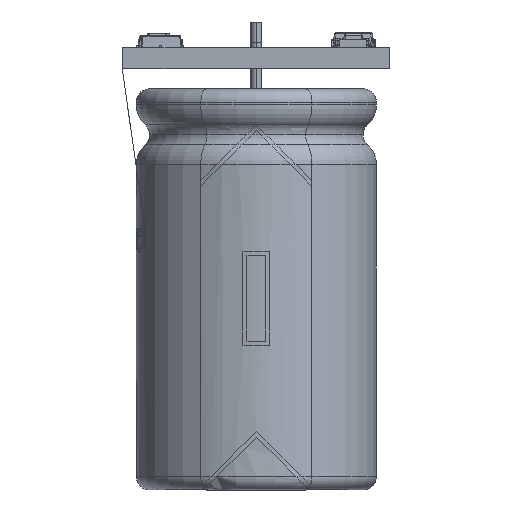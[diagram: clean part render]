
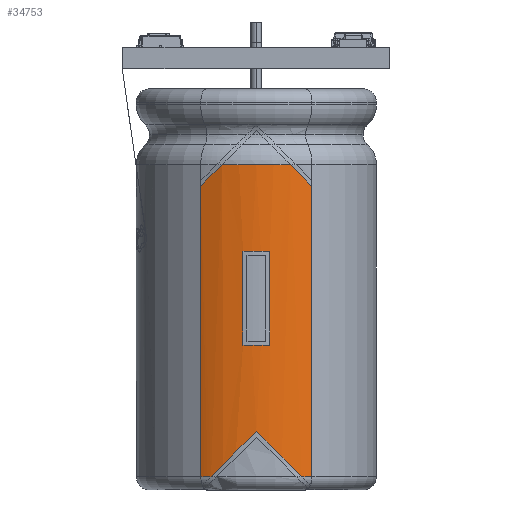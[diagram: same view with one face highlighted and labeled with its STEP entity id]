
A CAD part, left-side view. The second image highlights one B-rep face of the part: STEP entity #34753.
In plain terms, the highlighted cylindrical face has radius 8.999 mm (diameter 17.999 mm), a partial arc.
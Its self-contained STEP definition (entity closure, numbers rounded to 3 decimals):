
#34753 = ADVANCED_FACE('',(#34754,#34790),#34871,.T.);
#34754 = FACE_BOUND('',#34755,.T.);
#34755 = EDGE_LOOP('',(#34756,#34767,#34775,#34784));
#34756 = ORIENTED_EDGE('',*,*,#34757,.F.);
#34757 = EDGE_CURVE('',#34758,#34760,#34762,.T.);
#34758 = VERTEX_POINT('',#34759);
#34759 = CARTESIAN_POINT('',(8.941,-1.,
    13.66));
#34760 = VERTEX_POINT('',#34761);
#34761 = CARTESIAN_POINT('',(8.941,0.999,
    13.66));
#34762 = CIRCLE('',#34763,8.999);
#34763 = AXIS2_PLACEMENT_3D('',#34764,#34765,#34766);
#34764 = CARTESIAN_POINT('',(-0.003,0.,
    13.66));
#34765 = DIRECTION('',(0.,0.,1.));
#34766 = DIRECTION('',(1.,0.,0.));
#34767 = ORIENTED_EDGE('',*,*,#34768,.F.);
#34768 = EDGE_CURVE('',#34769,#34758,#34771,.T.);
#34769 = VERTEX_POINT('',#34770);
#34770 = CARTESIAN_POINT('',(8.941,-1.,
    20.659));
#34771 = LINE('',#34772,#34773);
#34772 = CARTESIAN_POINT('',(8.941,-1.,
    1.499));
#34773 = VECTOR('',#34774,1.);
#34774 = DIRECTION('',(-0.,-0.,-1.));
#34775 = ORIENTED_EDGE('',*,*,#34776,.F.);
#34776 = EDGE_CURVE('',#34777,#34769,#34779,.T.);
#34777 = VERTEX_POINT('',#34778);
#34778 = CARTESIAN_POINT('',(8.941,0.999,
    20.659));
#34779 = CIRCLE('',#34780,8.999);
#34780 = AXIS2_PLACEMENT_3D('',#34781,#34782,#34783);
#34781 = CARTESIAN_POINT('',(-0.003,0.,
    20.659));
#34782 = DIRECTION('',(0.,0.,-1.));
#34783 = DIRECTION('',(-1.,0.,0.));
#34784 = ORIENTED_EDGE('',*,*,#34785,.F.);
#34785 = EDGE_CURVE('',#34760,#34777,#34786,.T.);
#34786 = LINE('',#34787,#34788);
#34787 = CARTESIAN_POINT('',(8.941,0.999,
    1.499));
#34788 = VECTOR('',#34789,1.);
#34789 = DIRECTION('',(0.,0.,1.));
#34790 = FACE_BOUND('',#34791,.T.);
#34791 = EDGE_LOOP('',(#34792,#34803,#34812,#34821,#34829,#34838,#34847,
    #34856,#34865));
#34792 = ORIENTED_EDGE('',*,*,#34793,.F.);
#34793 = EDGE_CURVE('',#34794,#34796,#34798,.T.);
#34794 = VERTEX_POINT('',#34795);
#34795 = CARTESIAN_POINT('',(8.626,-2.556,
    7.17));
#34796 = VERTEX_POINT('',#34797);
#34797 = CARTESIAN_POINT('',(7.98,-4.156,
    8.77));
#34798 = ( BOUNDED_CURVE() B_SPLINE_CURVE(3,(#34799,#34800,#34801,#34802
),.UNSPECIFIED.,.F.,.F.) B_SPLINE_CURVE_WITH_KNOTS((4,4),(1.859
,2.051),.PIECEWISE_BEZIER_KNOTS.) CURVE() 
GEOMETRIC_REPRESENTATION_ITEM() RATIONAL_B_SPLINE_CURVE((1.,
0.997,0.997,1.)) REPRESENTATION_ITEM('') );
#34799 = CARTESIAN_POINT('',(8.626,-2.556,
    7.17));
#34800 = CARTESIAN_POINT('',(8.462,-3.109,
    7.723));
#34801 = CARTESIAN_POINT('',(8.246,-3.644,
    8.258));
#34802 = CARTESIAN_POINT('',(7.98,-4.156,
    8.77));
#34803 = ORIENTED_EDGE('',*,*,#34804,.F.);
#34804 = EDGE_CURVE('',#34805,#34794,#34807,.T.);
#34805 = VERTEX_POINT('',#34806);
#34806 = CARTESIAN_POINT('',(8.626,2.556,
    7.17));
#34807 = CIRCLE('',#34808,8.999);
#34808 = AXIS2_PLACEMENT_3D('',#34809,#34810,#34811);
#34809 = CARTESIAN_POINT('',(-0.003,0.,
    7.17));
#34810 = DIRECTION('',(0.,0.,-1.));
#34811 = DIRECTION('',(-1.,0.,0.));
#34812 = ORIENTED_EDGE('',*,*,#34813,.F.);
#34813 = EDGE_CURVE('',#34814,#34805,#34816,.T.);
#34814 = VERTEX_POINT('',#34815);
#34815 = CARTESIAN_POINT('',(7.98,4.155,
    8.77));
#34816 = ( BOUNDED_CURVE() B_SPLINE_CURVE(3,(#34817,#34818,#34819,#34820
),.UNSPECIFIED.,.F.,.F.) B_SPLINE_CURVE_WITH_KNOTS((4,4),(4.232
,4.424),.PIECEWISE_BEZIER_KNOTS.) CURVE() 
GEOMETRIC_REPRESENTATION_ITEM() RATIONAL_B_SPLINE_CURVE((1.,
0.997,0.997,1.)) REPRESENTATION_ITEM('') );
#34817 = CARTESIAN_POINT('',(7.98,4.155,
    8.77));
#34818 = CARTESIAN_POINT('',(8.246,3.643,
    8.258));
#34819 = CARTESIAN_POINT('',(8.462,3.109,
    7.723));
#34820 = CARTESIAN_POINT('',(8.626,2.556,
    7.17));
#34821 = ORIENTED_EDGE('',*,*,#34822,.F.);
#34822 = EDGE_CURVE('',#34823,#34814,#34825,.T.);
#34823 = VERTEX_POINT('',#34824);
#34824 = CARTESIAN_POINT('',(7.98,4.155,
    30.494));
#34825 = LINE('',#34826,#34827);
#34826 = CARTESIAN_POINT('',(7.98,4.155,
    30.494));
#34827 = VECTOR('',#34828,1.);
#34828 = DIRECTION('',(0.,0.,-1.));
#34829 = ORIENTED_EDGE('',*,*,#34830,.T.);
#34830 = EDGE_CURVE('',#34823,#34831,#34833,.T.);
#34831 = VERTEX_POINT('',#34832);
#34832 = CARTESIAN_POINT('',(8.335,3.385,
    30.494));
#34833 = CIRCLE('',#34834,8.999);
#34834 = AXIS2_PLACEMENT_3D('',#34835,#34836,#34837);
#34835 = CARTESIAN_POINT('',(-0.003,0.,
    30.494));
#34836 = DIRECTION('',(0.,0.,-1.));
#34837 = DIRECTION('',(-1.,0.,0.));
#34838 = ORIENTED_EDGE('',*,*,#34839,.F.);
#34839 = EDGE_CURVE('',#34840,#34831,#34842,.T.);
#34840 = VERTEX_POINT('',#34841);
#34841 = CARTESIAN_POINT('',(8.996,0.,
    27.109));
#34842 = ( BOUNDED_CURVE() B_SPLINE_CURVE(3,(#34843,#34844,#34845,#34846
),.UNSPECIFIED.,.F.,.F.) B_SPLINE_CURVE_WITH_KNOTS((4,4),(1.571
,1.956),.PIECEWISE_BEZIER_KNOTS.) CURVE() 
GEOMETRIC_REPRESENTATION_ITEM() RATIONAL_B_SPLINE_CURVE((1.,
0.988,0.988,1.)) REPRESENTATION_ITEM('') );
#34843 = CARTESIAN_POINT('',(8.996,0.,
    27.109));
#34844 = CARTESIAN_POINT('',(8.996,1.164,
    28.273));
#34845 = CARTESIAN_POINT('',(8.773,2.306,
    29.416));
#34846 = CARTESIAN_POINT('',(8.335,3.385,
    30.494));
#34847 = ORIENTED_EDGE('',*,*,#34848,.F.);
#34848 = EDGE_CURVE('',#34849,#34840,#34851,.T.);
#34849 = VERTEX_POINT('',#34850);
#34850 = CARTESIAN_POINT('',(8.335,-3.386,
    30.494));
#34851 = ( BOUNDED_CURVE() B_SPLINE_CURVE(3,(#34852,#34853,#34854,#34855
),.UNSPECIFIED.,.F.,.F.) B_SPLINE_CURVE_WITH_KNOTS((4,4),(4.327
,4.712),.PIECEWISE_BEZIER_KNOTS.) CURVE() 
GEOMETRIC_REPRESENTATION_ITEM() RATIONAL_B_SPLINE_CURVE((1.,
0.988,0.988,1.)) REPRESENTATION_ITEM('') );
#34852 = CARTESIAN_POINT('',(8.335,-3.386,
    30.494));
#34853 = CARTESIAN_POINT('',(8.773,-2.307,
    29.416));
#34854 = CARTESIAN_POINT('',(8.996,-1.165,
    28.273));
#34855 = CARTESIAN_POINT('',(8.996,0.,
    27.109));
#34856 = ORIENTED_EDGE('',*,*,#34857,.T.);
#34857 = EDGE_CURVE('',#34849,#34858,#34860,.T.);
#34858 = VERTEX_POINT('',#34859);
#34859 = CARTESIAN_POINT('',(7.98,-4.156,
    30.494));
#34860 = CIRCLE('',#34861,8.999);
#34861 = AXIS2_PLACEMENT_3D('',#34862,#34863,#34864);
#34862 = CARTESIAN_POINT('',(-0.003,0.,
    30.494));
#34863 = DIRECTION('',(0.,0.,-1.));
#34864 = DIRECTION('',(-1.,0.,0.));
#34865 = ORIENTED_EDGE('',*,*,#34866,.T.);
#34866 = EDGE_CURVE('',#34858,#34796,#34867,.T.);
#34867 = LINE('',#34868,#34869);
#34868 = CARTESIAN_POINT('',(7.98,-4.156,
    30.494));
#34869 = VECTOR('',#34870,1.);
#34870 = DIRECTION('',(0.,0.,-1.));
#34871 = CYLINDRICAL_SURFACE('',#34872,8.999);
#34872 = AXIS2_PLACEMENT_3D('',#34873,#34874,#34875);
#34873 = CARTESIAN_POINT('',(-0.003,0.,
    1.499));
#34874 = DIRECTION('',(-0.,-0.,-1.));
#34875 = DIRECTION('',(-1.,0.,0.));
